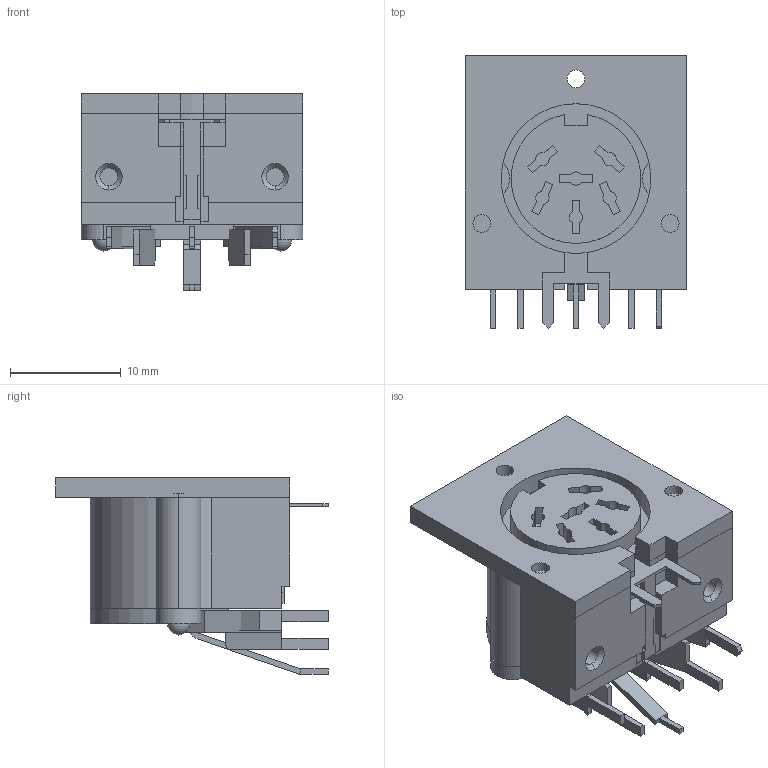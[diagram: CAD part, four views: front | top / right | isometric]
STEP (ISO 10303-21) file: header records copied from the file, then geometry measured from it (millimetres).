
FILE_DESCRIPTION (( 'STEP AP214' ), '1' );
FILE_NAME ('CUI_SDS-60J.STEP', '2019-01-09T16:49:52', ( '' ), ( '' ), 'SwSTEP 2.0', 'SolidWorks 2017', '' );
FILE_SCHEMA (( 'AUTOMOTIVE_DESIGN' ));
Length unit declared in the file: millimetre
Products named in the file (1): CUI_SDS-60J
Bounding box: 20 x 24.6 x 17.75 mm (x, y, z)
Volume: 4072.8 mm3; surface area: 3780.6 mm2
Topology: 18 solids, 18 shells, 294 faces, 749 edges, 498 vertices
Faces by surface type: plane 235, cylinder 53, cone 4, sphere 2
Entity records: 11912 total; most frequent: CARTESIAN_POINT 1536, ORIENTED_EDGE 1490, DIRECTION 1453, EDGE_CURVE 745, VECTOR 627, LINE 627, VERTEX_POINT 496, AXIS2_PLACEMENT_3D 413
